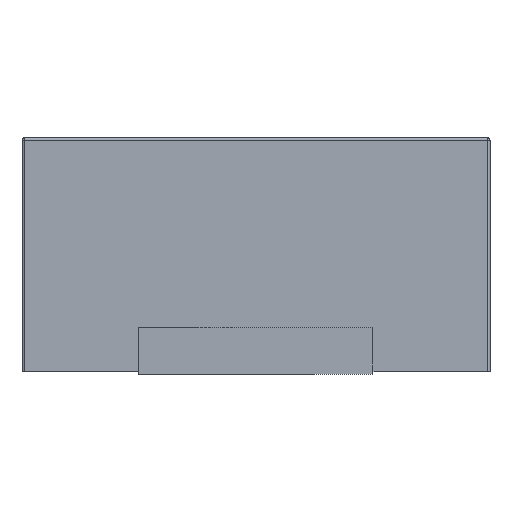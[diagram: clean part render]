
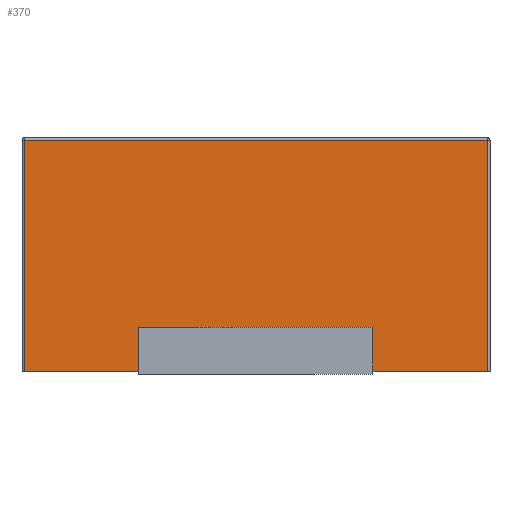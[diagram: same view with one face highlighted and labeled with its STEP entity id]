
A CAD part, left-side view. The second image highlights one B-rep face of the part: STEP entity #370.
In plain terms, the highlighted planar face has unit normal (-1, 0, 0).
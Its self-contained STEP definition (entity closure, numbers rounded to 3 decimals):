
#281 = ORIENTED_EDGE ( 'NONE', *, *, #441, .T. ) ;
#293 = EDGE_LOOP ( 'NONE', ( #298, #371, #281, #390, #395, #415, #422, #399 ) ) ;
#294 = EDGE_CURVE ( 'NONE', #372, #373, #1134, .T. ) ;
#296 = VERTEX_POINT ( 'NONE', #1111 ) ;
#297 = EDGE_CURVE ( 'NONE', #296, #372, #1083, .T. ) ;
#298 = ORIENTED_EDGE ( 'NONE', *, *, #297, .T. ) ;
#370 = ADVANCED_FACE ( 'NONE', ( #1178 ), #1306, .F. ) ;
#371 = ORIENTED_EDGE ( 'NONE', *, *, #294, .T. ) ;
#372 = VERTEX_POINT ( 'NONE', #1307 ) ;
#373 = VERTEX_POINT ( 'NONE', #1301 ) ;
#381 = VERTEX_POINT ( 'NONE', #1647 ) ;
#390 = ORIENTED_EDGE ( 'NONE', *, *, #443, .T. ) ;
#395 = ORIENTED_EDGE ( 'NONE', *, *, #433, .T. ) ;
#399 = ORIENTED_EDGE ( 'NONE', *, *, #425, .F. ) ;
#415 = ORIENTED_EDGE ( 'NONE', *, *, #426, .F. ) ;
#417 = EDGE_CURVE ( 'NONE', #434, #418, #1574, .T. ) ;
#418 = VERTEX_POINT ( 'NONE', #1570 ) ;
#422 = ORIENTED_EDGE ( 'NONE', *, *, #417, .T. ) ;
#425 = EDGE_CURVE ( 'NONE', #296, #418, #1563, .T. ) ;
#426 = EDGE_CURVE ( 'NONE', #434, #442, #1644, .T. ) ;
#433 = EDGE_CURVE ( 'NONE', #381, #442, #1624, .T. ) ;
#434 = VERTEX_POINT ( 'NONE', #1631 ) ;
#441 = EDGE_CURVE ( 'NONE', #373, #452, #1619, .T. ) ;
#442 = VERTEX_POINT ( 'NONE', #1617 ) ;
#443 = EDGE_CURVE ( 'NONE', #452, #381, #1611, .T. ) ;
#452 = VERTEX_POINT ( 'NONE', #1618 ) ;
#1083 = LINE ( 'NONE', #1085, #1133 ) ;
#1085 = CARTESIAN_POINT ( 'NONE',  ( -1., 1., 0.01 ) ) ;
#1111 = CARTESIAN_POINT ( 'NONE',  ( -1., -0.5, 0.01 ) ) ;
#1120 = CARTESIAN_POINT ( 'NONE',  ( -1., -0.99, 1.01 ) ) ;
#1132 = DIRECTION ( 'NONE',  ( 0., -1., 0. ) ) ;
#1133 = VECTOR ( 'NONE', #1132, 1000. ) ;
#1134 = LINE ( 'NONE', #1120, #1155 ) ;
#1154 = DIRECTION ( 'NONE',  ( 0., 0., 1. ) ) ;
#1155 = VECTOR ( 'NONE', #1154, 1000. ) ;
#1178 = FACE_OUTER_BOUND ( 'NONE', #293, .T. ) ;
#1194 = DIRECTION ( 'NONE',  ( 0., 0., -1. ) ) ;
#1195 = DIRECTION ( 'NONE',  ( 1., 0., 0. ) ) ;
#1196 = CARTESIAN_POINT ( 'NONE',  ( -1., 1., 1.01 ) ) ;
#1265 = AXIS2_PLACEMENT_3D ( 'NONE', #1196, #1195, #1194 ) ;
#1301 = CARTESIAN_POINT ( 'NONE',  ( -1., -0.99, 1. ) ) ;
#1306 = PLANE ( 'NONE',  #1265 ) ;
#1307 = CARTESIAN_POINT ( 'NONE',  ( -1., -0.99, 0.01 ) ) ;
#1563 = LINE ( 'NONE', #1566, #1632 ) ;
#1565 = DIRECTION ( 'NONE',  ( 0., 0., 1. ) ) ;
#1566 = CARTESIAN_POINT ( 'NONE',  ( -1., -0.5, 1.01 ) ) ;
#1567 = DIRECTION ( 'NONE',  ( 0., -1., 0. ) ) ;
#1568 = VECTOR ( 'NONE', #1567, 1000. ) ;
#1569 = CARTESIAN_POINT ( 'NONE',  ( -1., 1., 0.2 ) ) ;
#1570 = CARTESIAN_POINT ( 'NONE',  ( -1., -0.5, 0.2 ) ) ;
#1574 = LINE ( 'NONE', #1569, #1568 ) ;
#1608 = DIRECTION ( 'NONE',  ( 0., 0., -1. ) ) ;
#1609 = VECTOR ( 'NONE', #1608, 1000. ) ;
#1610 = CARTESIAN_POINT ( 'NONE',  ( -1., 0.99, 1.01 ) ) ;
#1611 = LINE ( 'NONE', #1610, #1609 ) ;
#1614 = DIRECTION ( 'NONE',  ( 0., 1., 0. ) ) ;
#1615 = VECTOR ( 'NONE', #1614, 1000. ) ;
#1616 = CARTESIAN_POINT ( 'NONE',  ( -1., 1., 1. ) ) ;
#1617 = CARTESIAN_POINT ( 'NONE',  ( -1., 0.5, 0.01 ) ) ;
#1618 = CARTESIAN_POINT ( 'NONE',  ( -1., 0.99, 1. ) ) ;
#1619 = LINE ( 'NONE', #1616, #1615 ) ;
#1620 = VECTOR ( 'NONE', #1627, 1000. ) ;
#1624 = LINE ( 'NONE', #1625, #1620 ) ;
#1625 = CARTESIAN_POINT ( 'NONE',  ( -1., 1., 0.01 ) ) ;
#1627 = DIRECTION ( 'NONE',  ( 0., -1., 0. ) ) ;
#1628 = DIRECTION ( 'NONE',  ( 0., 0., -1. ) ) ;
#1629 = VECTOR ( 'NONE', #1628, 1000. ) ;
#1630 = CARTESIAN_POINT ( 'NONE',  ( -1., 0.5, 1.01 ) ) ;
#1631 = CARTESIAN_POINT ( 'NONE',  ( -1., 0.5, 0.2 ) ) ;
#1632 = VECTOR ( 'NONE', #1565, 1000. ) ;
#1644 = LINE ( 'NONE', #1630, #1629 ) ;
#1647 = CARTESIAN_POINT ( 'NONE',  ( -1., 0.99, 0.01 ) ) ;
